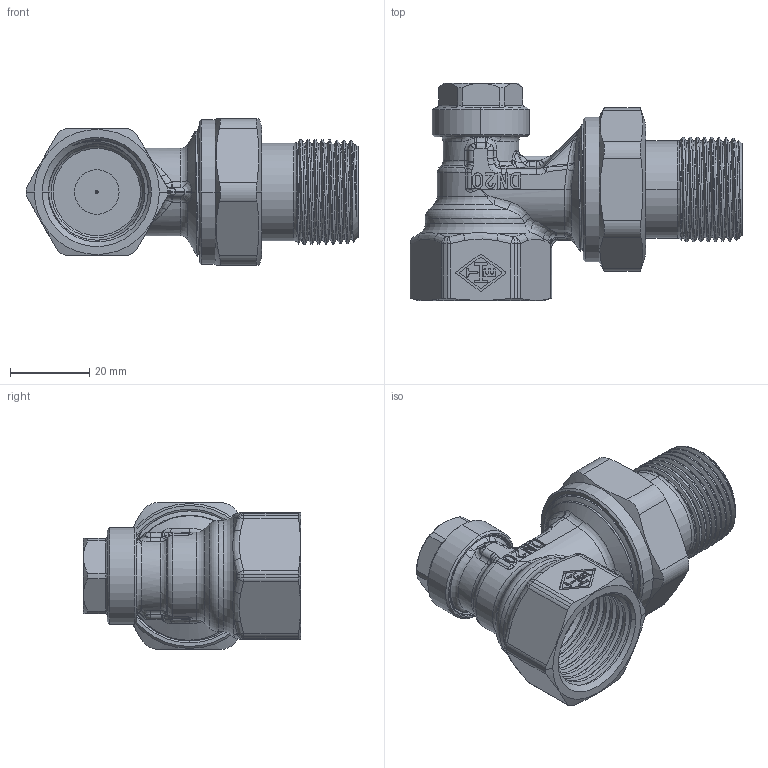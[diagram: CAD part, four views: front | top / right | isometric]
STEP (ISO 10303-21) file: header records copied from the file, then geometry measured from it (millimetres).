
FILE_DESCRIPTION((''),'2;1');
FILE_NAME('0301-03-000-GEWINDE_SW0001','2016-05-30T',('marann'),(''),'PRO/ENGINEER BY PARAMETRIC TECHNOLOGY CORPORATION, 2011490','PRO/ENGINEER BY PARAMETRIC TECHNOLOGY CORPORATION, 2011490','');
FILE_SCHEMA(('CONFIG_CONTROL_DESIGN'));
Products named in the file (1): 0301-03-000-GEWINDE_SW0001
Bounding box: 83.65 x 54.75 x 37 mm (x, y, z)
Volume: 27997.1 mm3; surface area: 25772.4 mm2
Topology: 2 solids, 3 shells, 1055 faces, 2667 edges, 1616 vertices
Faces by surface type: bspline 407, cylinder 273, plane 202, cone 90, torus 59, sphere 24
Entity records: 59078 total; most frequent: CARTESIAN_POINT 37217, ORIENTED_EDGE 5290, DIRECTION 3508, EDGE_CURVE 2645, VERTEX_POINT 1616, AXIS2_PLACEMENT_3D 1381, B_SPLINE_CURVE_WITH_KNOTS 1167, EDGE_LOOP 1087
